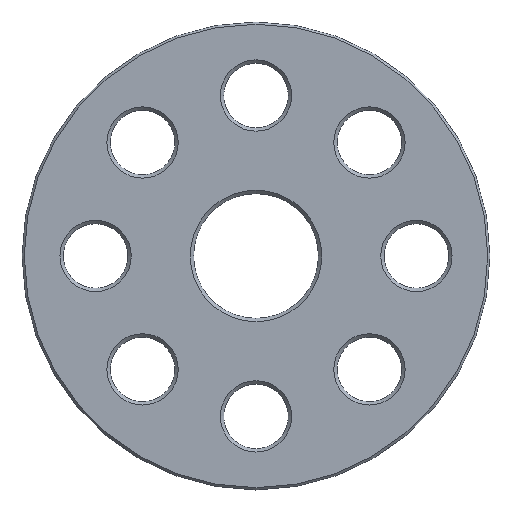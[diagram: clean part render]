
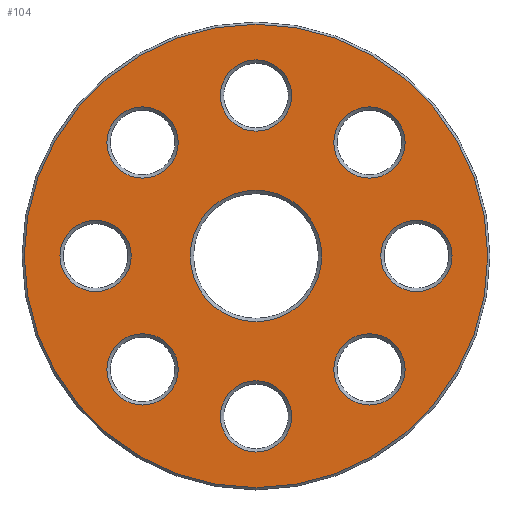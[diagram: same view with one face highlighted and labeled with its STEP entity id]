
A CAD part, top view. The second image highlights one B-rep face of the part: STEP entity #104.
In plain terms, the highlighted planar face has unit normal (0, 0, 1).
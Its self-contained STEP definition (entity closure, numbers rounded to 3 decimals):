
#82=PLANE('',#1051);
#104=ADVANCED_FACE('',(#222,#223,#224,#225,#226,#227,#228,#229,#230,#231),
#82,.T.);
#222=FACE_BOUND('',#406,.T.);
#223=FACE_BOUND('',#407,.T.);
#224=FACE_BOUND('',#408,.T.);
#225=FACE_BOUND('',#409,.T.);
#226=FACE_BOUND('',#410,.T.);
#227=FACE_BOUND('',#411,.T.);
#228=FACE_BOUND('',#412,.T.);
#229=FACE_BOUND('',#413,.T.);
#230=FACE_BOUND('',#414,.T.);
#231=FACE_BOUND('',#415,.T.);
#406=EDGE_LOOP('',(#582));
#407=EDGE_LOOP('',(#583));
#408=EDGE_LOOP('',(#584));
#409=EDGE_LOOP('',(#585));
#410=EDGE_LOOP('',(#586));
#411=EDGE_LOOP('',(#587));
#412=EDGE_LOOP('',(#588));
#413=EDGE_LOOP('',(#589));
#414=EDGE_LOOP('',(#590));
#415=EDGE_LOOP('',(#591));
#582=ORIENTED_EDGE('',*,*,#854,.F.);
#583=ORIENTED_EDGE('',*,*,#855,.T.);
#584=ORIENTED_EDGE('',*,*,#856,.F.);
#585=ORIENTED_EDGE('',*,*,#857,.F.);
#586=ORIENTED_EDGE('',*,*,#858,.F.);
#587=ORIENTED_EDGE('',*,*,#859,.F.);
#588=ORIENTED_EDGE('',*,*,#860,.F.);
#589=ORIENTED_EDGE('',*,*,#861,.F.);
#590=ORIENTED_EDGE('',*,*,#862,.F.);
#591=ORIENTED_EDGE('',*,*,#863,.F.);
#758=VERTEX_POINT('',#1569);
#759=VERTEX_POINT('',#1571);
#760=VERTEX_POINT('',#1573);
#761=VERTEX_POINT('',#1575);
#762=VERTEX_POINT('',#1577);
#763=VERTEX_POINT('',#1579);
#764=VERTEX_POINT('',#1581);
#765=VERTEX_POINT('',#1583);
#766=VERTEX_POINT('',#1585);
#767=VERTEX_POINT('',#1587);
#854=EDGE_CURVE('',#758,#758,#942,.T.);
#855=EDGE_CURVE('',#759,#759,#943,.T.);
#856=EDGE_CURVE('',#760,#760,#944,.T.);
#857=EDGE_CURVE('',#761,#761,#945,.T.);
#858=EDGE_CURVE('',#762,#762,#946,.T.);
#859=EDGE_CURVE('',#763,#763,#947,.T.);
#860=EDGE_CURVE('',#764,#764,#948,.T.);
#861=EDGE_CURVE('',#765,#765,#949,.T.);
#862=EDGE_CURVE('',#766,#766,#950,.T.);
#863=EDGE_CURVE('',#767,#767,#951,.T.);
#942=CIRCLE('',#1041,14.75);
#943=CIRCLE('',#1042,52.);
#944=CIRCLE('',#1043,8.);
#945=CIRCLE('',#1044,8.);
#946=CIRCLE('',#1045,8.);
#947=CIRCLE('',#1046,8.);
#948=CIRCLE('',#1047,8.);
#949=CIRCLE('',#1048,8.);
#950=CIRCLE('',#1049,8.);
#951=CIRCLE('',#1050,8.);
#1041=AXIS2_PLACEMENT_3D('',#1568,#1241,#1242);
#1042=AXIS2_PLACEMENT_3D('',#1570,#1243,#1244);
#1043=AXIS2_PLACEMENT_3D('',#1572,#1245,#1246);
#1044=AXIS2_PLACEMENT_3D('',#1574,#1247,#1248);
#1045=AXIS2_PLACEMENT_3D('',#1576,#1249,#1250);
#1046=AXIS2_PLACEMENT_3D('',#1578,#1251,#1252);
#1047=AXIS2_PLACEMENT_3D('',#1580,#1253,#1254);
#1048=AXIS2_PLACEMENT_3D('',#1582,#1255,#1256);
#1049=AXIS2_PLACEMENT_3D('',#1584,#1257,#1258);
#1050=AXIS2_PLACEMENT_3D('',#1586,#1259,#1260);
#1051=AXIS2_PLACEMENT_3D('',#1588,#1261,#1262);
#1241=DIRECTION('',(0.,0.,1.));
#1242=DIRECTION('',(1.,0.,0.));
#1243=DIRECTION('',(0.,0.,1.));
#1244=DIRECTION('',(1.,0.,0.));
#1245=DIRECTION('',(0.,0.,1.));
#1246=DIRECTION('',(1.,0.,0.));
#1247=DIRECTION('',(0.,0.,1.));
#1248=DIRECTION('',(1.,0.,0.));
#1249=DIRECTION('',(0.,0.,1.));
#1250=DIRECTION('',(1.,0.,0.));
#1251=DIRECTION('',(0.,0.,1.));
#1252=DIRECTION('',(1.,0.,0.));
#1253=DIRECTION('',(0.,0.,1.));
#1254=DIRECTION('',(1.,0.,0.));
#1255=DIRECTION('',(0.,0.,1.));
#1256=DIRECTION('',(1.,0.,0.));
#1257=DIRECTION('',(0.,0.,1.));
#1258=DIRECTION('',(1.,0.,0.));
#1259=DIRECTION('',(0.,0.,1.));
#1260=DIRECTION('',(1.,0.,0.));
#1261=DIRECTION('',(0.,0.,1.));
#1262=DIRECTION('',(1.,0.,0.));
#1568=CARTESIAN_POINT('',(0.,0.,11.));
#1569=CARTESIAN_POINT('',(14.75,0.,11.));
#1570=CARTESIAN_POINT('',(0.,0.,11.));
#1571=CARTESIAN_POINT('',(52.,0.,11.));
#1572=CARTESIAN_POINT('',(25.456,-25.456,11.));
#1573=CARTESIAN_POINT('',(33.456,-25.456,11.));
#1574=CARTESIAN_POINT('',(0.,-36.,11.));
#1575=CARTESIAN_POINT('',(8.,-36.,11.));
#1576=CARTESIAN_POINT('',(-25.456,-25.456,11.));
#1577=CARTESIAN_POINT('',(-17.456,-25.456,11.));
#1578=CARTESIAN_POINT('',(-36.,0.,11.));
#1579=CARTESIAN_POINT('',(-28.,0.,11.));
#1580=CARTESIAN_POINT('',(-25.456,25.456,11.));
#1581=CARTESIAN_POINT('',(-17.456,25.456,11.));
#1582=CARTESIAN_POINT('',(0.,36.,11.));
#1583=CARTESIAN_POINT('',(8.,36.,11.));
#1584=CARTESIAN_POINT('',(25.456,25.456,11.));
#1585=CARTESIAN_POINT('',(33.456,25.456,11.));
#1586=CARTESIAN_POINT('',(36.,0.,11.));
#1587=CARTESIAN_POINT('',(44.,0.,11.));
#1588=CARTESIAN_POINT('',(0.,0.,11.));
